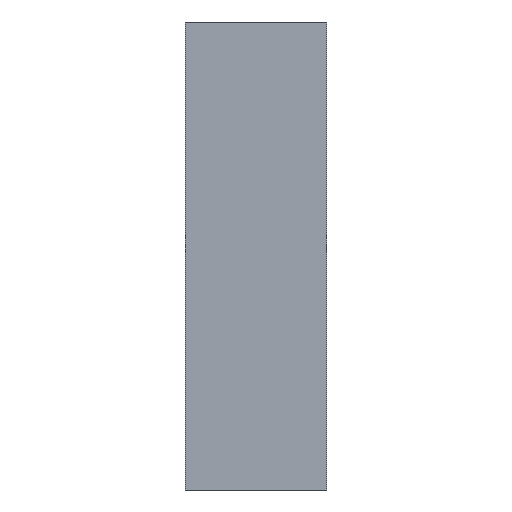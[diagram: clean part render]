
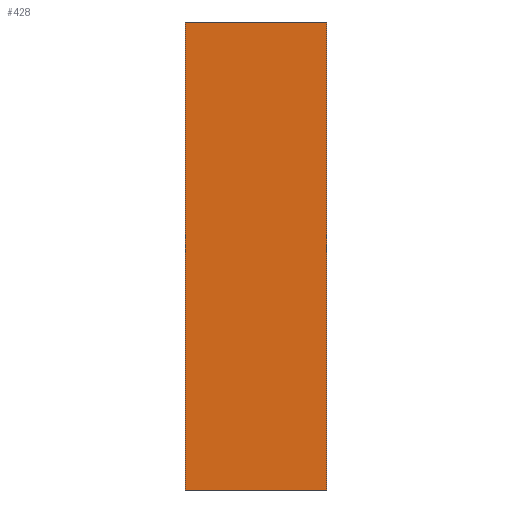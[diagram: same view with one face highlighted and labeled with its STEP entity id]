
A CAD part, front view. The second image highlights one B-rep face of the part: STEP entity #428.
In plain terms, the highlighted planar face has unit normal (0, -1, 0).
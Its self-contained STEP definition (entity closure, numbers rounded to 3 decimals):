
#48 = LINE ( 'NONE', #385, #626 ) ;
#50 = DIRECTION ( 'NONE',  ( -1., 0., 0. ) ) ;
#64 = PLANE ( 'NONE',  #808 ) ;
#87 = DIRECTION ( 'NONE',  ( 0., 0., -1. ) ) ;
#134 = CARTESIAN_POINT ( 'NONE',  ( 5., 0., 0. ) ) ;
#163 = EDGE_CURVE ( 'NONE', #534, #681, #270, .T. ) ;
#225 = DIRECTION ( 'NONE',  ( 0., 0., 1. ) ) ;
#262 = VERTEX_POINT ( 'NONE', #350 ) ;
#270 = LINE ( 'NONE', #1019, #1076 ) ;
#284 = ORIENTED_EDGE ( 'NONE', *, *, #398, .T. ) ;
#320 = LINE ( 'NONE', #725, #418 ) ;
#350 = CARTESIAN_POINT ( 'NONE',  ( -5., 0., -32.993 ) ) ;
#359 = ORIENTED_EDGE ( 'NONE', *, *, #163, .F. ) ;
#385 = CARTESIAN_POINT ( 'NONE',  ( 5., 0., -32.993 ) ) ;
#398 = EDGE_CURVE ( 'NONE', #694, #262, #320, .T. ) ;
#418 = VECTOR ( 'NONE', #568, 1000. ) ;
#428 = ADVANCED_FACE ( 'NONE', ( #739 ), #64, .F. ) ;
#437 = EDGE_LOOP ( 'NONE', ( #284, #956, #359, #447 ) ) ;
#447 = ORIENTED_EDGE ( 'NONE', *, *, #493, .T. ) ;
#476 = DIRECTION ( 'NONE',  ( 0., 1., 0. ) ) ;
#493 = EDGE_CURVE ( 'NONE', #534, #694, #806, .T. ) ;
#534 = VERTEX_POINT ( 'NONE', #923 ) ;
#568 = DIRECTION ( 'NONE',  ( 0., 0., -1. ) ) ;
#626 = VECTOR ( 'NONE', #802, 1000. ) ;
#656 = VECTOR ( 'NONE', #50, 1000. ) ;
#681 = VERTEX_POINT ( 'NONE', #770 ) ;
#694 = VERTEX_POINT ( 'NONE', #705 ) ;
#705 = CARTESIAN_POINT ( 'NONE',  ( -5., 0., 0. ) ) ;
#725 = CARTESIAN_POINT ( 'NONE',  ( -5., 0., 0. ) ) ;
#739 = FACE_OUTER_BOUND ( 'NONE', #437, .T. ) ;
#770 = CARTESIAN_POINT ( 'NONE',  ( 5., 0., -32.993 ) ) ;
#802 = DIRECTION ( 'NONE',  ( -1., 0., 0. ) ) ;
#806 = LINE ( 'NONE', #821, #656 ) ;
#808 = AXIS2_PLACEMENT_3D ( 'NONE', #134, #476, #225 ) ;
#821 = CARTESIAN_POINT ( 'NONE',  ( 5., 0., 0. ) ) ;
#831 = EDGE_CURVE ( 'NONE', #681, #262, #48, .T. ) ;
#923 = CARTESIAN_POINT ( 'NONE',  ( 5., 0., 0. ) ) ;
#956 = ORIENTED_EDGE ( 'NONE', *, *, #831, .F. ) ;
#1019 = CARTESIAN_POINT ( 'NONE',  ( 5., 0., 0. ) ) ;
#1076 = VECTOR ( 'NONE', #87, 1000. ) ;
